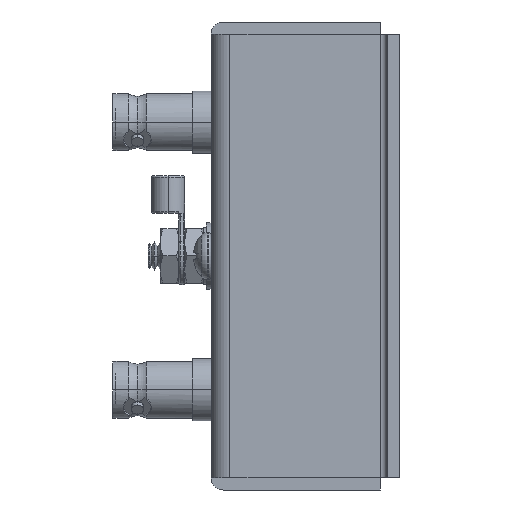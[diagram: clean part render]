
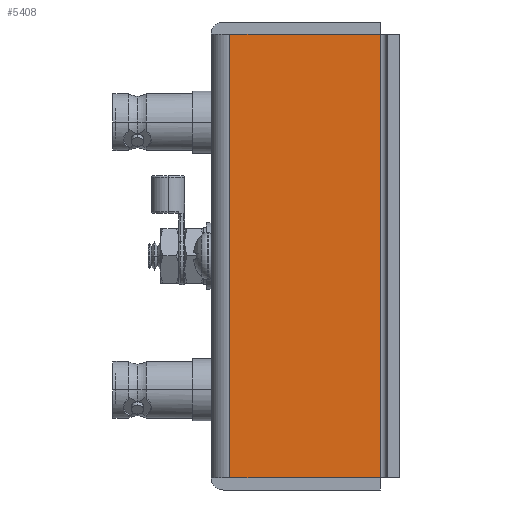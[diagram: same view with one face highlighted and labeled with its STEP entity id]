
A CAD part, left-side view. The second image highlights one B-rep face of the part: STEP entity #5408.
In plain terms, the highlighted planar face has unit normal (-1, 0, 0).
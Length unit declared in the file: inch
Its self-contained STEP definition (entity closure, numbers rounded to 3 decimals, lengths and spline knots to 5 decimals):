
#125 = FACE_OUTER_BOUND ( 'NONE', #14539, .T. ) ;
#1150 = EDGE_CURVE ( 'NONE', #36383, #7239, #33511, .T. ) ;
#1267 = VERTEX_POINT ( 'NONE', #26376 ) ;
#3545 = DIRECTION ( 'NONE',  ( 1., 0., 0. ) ) ;
#3960 = ORIENTED_EDGE ( 'NONE', *, *, #1150, .T. ) ;
#5349 = CARTESIAN_POINT ( 'NONE',  ( -3., -1.125, -1.475 ) ) ;
#5408 = ADVANCED_FACE ( 'NONE', ( #125 ), #20942, .F. ) ;
#5781 = VERTEX_POINT ( 'NONE', #11720 ) ;
#7239 = VERTEX_POINT ( 'NONE', #5349 ) ;
#7313 = VECTOR ( 'NONE', #7450, 39.37008 ) ;
#7450 = DIRECTION ( 'NONE',  ( 0., -1., 0. ) ) ;
#7664 = LINE ( 'NONE', #19258, #13571 ) ;
#11017 = EDGE_CURVE ( 'NONE', #1267, #7239, #28858, .T. ) ;
#11720 = CARTESIAN_POINT ( 'NONE',  ( -3., -0.125, 1.475 ) ) ;
#13571 = VECTOR ( 'NONE', #27907, 39.37008 ) ;
#14539 = EDGE_LOOP ( 'NONE', ( #3960, #27438, #30229, #21577 ) ) ;
#14838 = VECTOR ( 'NONE', #28639, 39.37008 ) ;
#17815 = LINE ( 'NONE', #28287, #7313 ) ;
#18868 = VECTOR ( 'NONE', #30832, 39.37008 ) ;
#19258 = CARTESIAN_POINT ( 'NONE',  ( -3., -0.125, 1.475 ) ) ;
#20942 = PLANE ( 'NONE',  #25278 ) ;
#21466 = EDGE_CURVE ( 'NONE', #5781, #36383, #7664, .T. ) ;
#21577 = ORIENTED_EDGE ( 'NONE', *, *, #21466, .T. ) ;
#23851 = DIRECTION ( 'NONE',  ( 0., 1., 0. ) ) ;
#25086 = CARTESIAN_POINT ( 'NONE',  ( -3., -1.125, 1.475 ) ) ;
#25278 = AXIS2_PLACEMENT_3D ( 'NONE', #35578, #3545, #23851 ) ;
#25860 = CARTESIAN_POINT ( 'NONE',  ( -3., -0.125, -1.475 ) ) ;
#26376 = CARTESIAN_POINT ( 'NONE',  ( -3., -1.125, 1.475 ) ) ;
#27438 = ORIENTED_EDGE ( 'NONE', *, *, #11017, .F. ) ;
#27907 = DIRECTION ( 'NONE',  ( 0., 0., -1. ) ) ;
#28287 = CARTESIAN_POINT ( 'NONE',  ( -3., -0.125, 1.475 ) ) ;
#28639 = DIRECTION ( 'NONE',  ( 0., -1., 0. ) ) ;
#28858 = LINE ( 'NONE', #25086, #18868 ) ;
#30229 = ORIENTED_EDGE ( 'NONE', *, *, #32277, .F. ) ;
#30832 = DIRECTION ( 'NONE',  ( 0., 0., -1. ) ) ;
#32277 = EDGE_CURVE ( 'NONE', #5781, #1267, #17815, .T. ) ;
#33511 = LINE ( 'NONE', #25860, #14838 ) ;
#35155 = CARTESIAN_POINT ( 'NONE',  ( -3., -0.125, -1.475 ) ) ;
#35578 = CARTESIAN_POINT ( 'NONE',  ( -3., -0.125, 1.475 ) ) ;
#36383 = VERTEX_POINT ( 'NONE', #35155 ) ;
